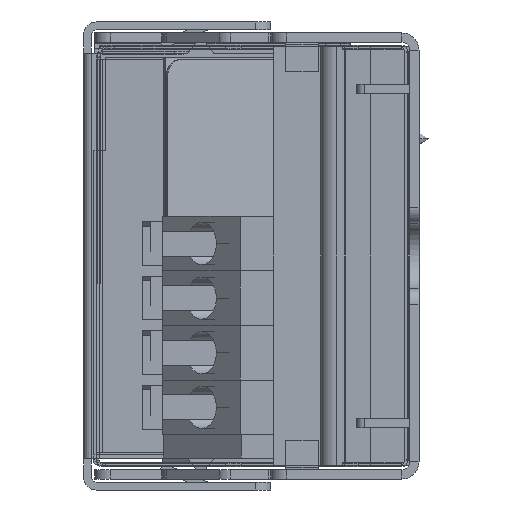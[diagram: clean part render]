
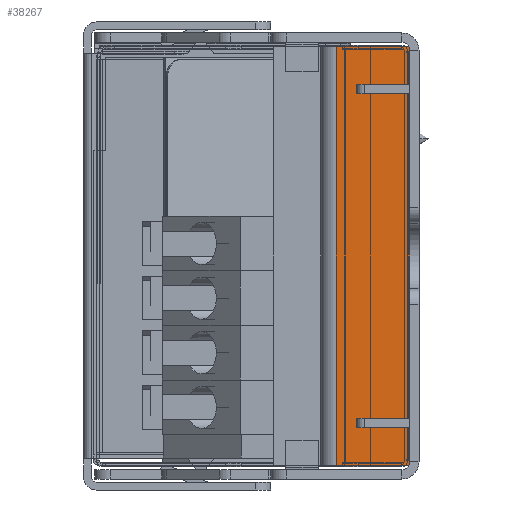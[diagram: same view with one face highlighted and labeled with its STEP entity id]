
A CAD part, left-side view. The second image highlights one B-rep face of the part: STEP entity #38267.
In plain terms, the highlighted planar face has unit normal (-1, 0.018, 0).
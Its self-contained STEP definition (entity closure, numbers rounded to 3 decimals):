
#37824=DIRECTION('',(-0.017,-1.,0.));
#37825=VECTOR('',#37824,4.718);
#37826=CARTESIAN_POINT('',(-1.418,4.717,-13.4));
#37827=LINE('',#37826,#37825);
#37905=DIRECTION('',(-0.017,-1.,0.));
#37906=VECTOR('',#37905,4.718);
#37907=CARTESIAN_POINT('',(-1.418,4.717,13.4));
#37908=LINE('',#37907,#37906);
#37971=DIRECTION('',(0.,0.,1.));
#37972=VECTOR('',#37971,26.8);
#37973=CARTESIAN_POINT('',(-1.5,0.,-13.4));
#37974=LINE('',#37973,#37972);
#37975=DIRECTION('',(0.,0.,1.));
#37976=VECTOR('',#37975,26.8);
#37977=CARTESIAN_POINT('',(-1.418,4.717,-13.4));
#37978=LINE('',#37977,#37976);
#38011=CARTESIAN_POINT('',(-1.5,0.,-13.4));
#38012=VERTEX_POINT('',#38011);
#38013=CARTESIAN_POINT('',(-1.5,0.,13.4));
#38014=VERTEX_POINT('',#38013);
#38016=CARTESIAN_POINT('',(-1.418,4.717,13.4));
#38018=VERTEX_POINT('',#38016);
#38019=CARTESIAN_POINT('',(-1.418,4.717,-13.4));
#38020=VERTEX_POINT('',#38019);
#38256=CARTESIAN_POINT('',(-1.5,0.,-13.746));
#38257=DIRECTION('',(-1.,0.017,0.));
#38258=DIRECTION('',(0.,0.,-1.));
#38259=AXIS2_PLACEMENT_3D('',#38256,#38257,#38258);
#38260=PLANE('',#38259);
#38261=ORIENTED_EDGE('',*,*,#38068,.T.);
#38262=ORIENTED_EDGE('',*,*,#38100,.T.);
#38263=ORIENTED_EDGE('',*,*,#38249,.F.);
#38264=ORIENTED_EDGE('',*,*,#38038,.F.);
#38265=EDGE_LOOP('',(#38261,#38262,#38263,#38264));
#38266=FACE_OUTER_BOUND('',#38265,.F.);
#38038=EDGE_CURVE('',#38020,#38012,#37827,.T.);
#38068=EDGE_CURVE('',#38020,#38018,#37978,.T.);
#38100=EDGE_CURVE('',#38018,#38014,#37908,.T.);
#38249=EDGE_CURVE('',#38012,#38014,#37974,.T.);
#38267=ADVANCED_FACE('',(#38266),#38260,.T.);
